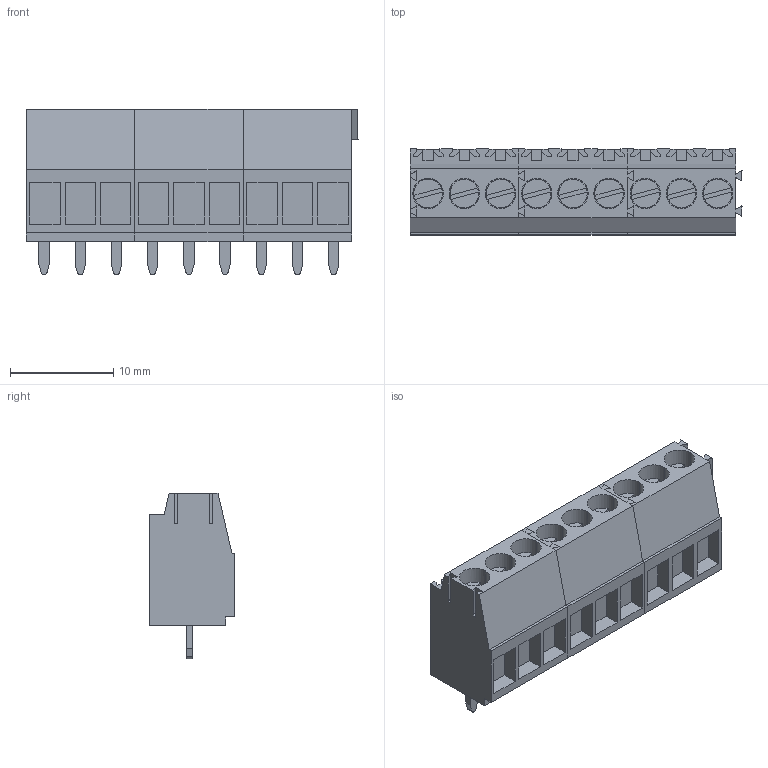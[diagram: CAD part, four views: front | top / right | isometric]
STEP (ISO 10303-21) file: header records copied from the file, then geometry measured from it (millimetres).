
FILE_DESCRIPTION(('CATIA V5 STEP Exchange','CAx-IF Rec.Pracs.--- Model Styling and Organization---1.2---2011-12-15'),'2;1');
FILE_NAME ('D1457377_0_1845080000_1845080000.stp','2018-03-12T10:50:10+00:00',('none'),('Weidmueller'),'CATIA Version 5-6 Release 2014','CATIA V5 STEP AP214','none');
FILE_SCHEMA(('AUTOMOTIVE_DESIGN { 1 0 10303 214 1 1 1 1 }'));
Length unit declared in the file: millimetre
Products named in the file (1): 1845080000
Bounding box: 32.1 x 8.3 x 16 mm (x, y, z)
Volume: 2499.9 mm3; surface area: 3293.6 mm2
Topology: 21 solids, 21 shells, 543 faces, 1422 edges, 948 vertices
Faces by surface type: plane 462, cylinder 81
Entity records: 16243 total; most frequent: CARTESIAN_POINT 2906, ORIENTED_EDGE 2844, DIRECTION 2288, EDGE_CURVE 1422, VECTOR 1224, LINE 1224, VERTEX_POINT 948, AXIS2_PLACEMENT_3D 626
